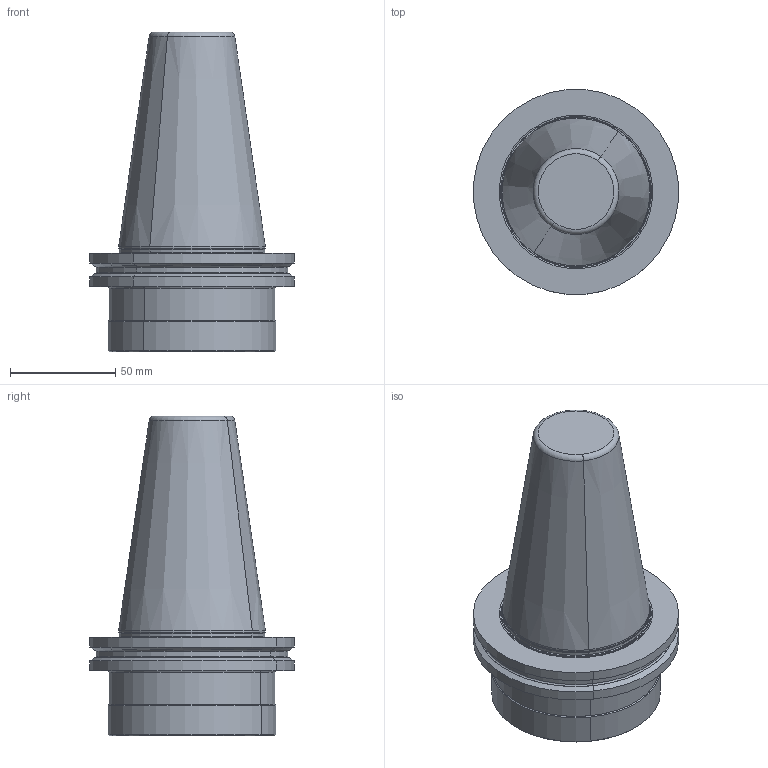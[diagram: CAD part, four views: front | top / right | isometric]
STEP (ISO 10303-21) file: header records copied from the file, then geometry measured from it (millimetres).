
FILE_DESCRIPTION((''),'2;1');
FILE_NAME('606403438-000-01-E43','2018-10-17T11:55:01',('bernerhp'),(''),'CREO PARAMETRIC BY PTC INC, 2018020','CREO PARAMETRIC BY PTC INC, 2018020','');
FILE_SCHEMA(('AUTOMOTIVE_DESIGN { 1 0 10303 214 1 1 1 1 }'));
Length unit declared in the file: millimetre
Products named in the file (1): 606403438-000-01-E43
Bounding box: 97.13 x 97.13 x 151.75 mm (x, y, z)
Volume: 511973.1 mm3; surface area: 45857.2 mm2
Topology: 1 solids, 1 shells, 63 faces, 230 edges, 178 vertices
Faces by surface type: torus 18, cylinder 18, cone 18, plane 9
Entity records: 3197 total; most frequent: DIRECTION 477, CARTESIAN_POINT 369, ORIENTED_EDGE 248, PRESENTATION_STYLE_ASSIGNMENT 236, STYLED_ITEM 236, CURVE_STYLE 235, AXIS2_PLACEMENT_3D 181, EDGE_CURVE 124
